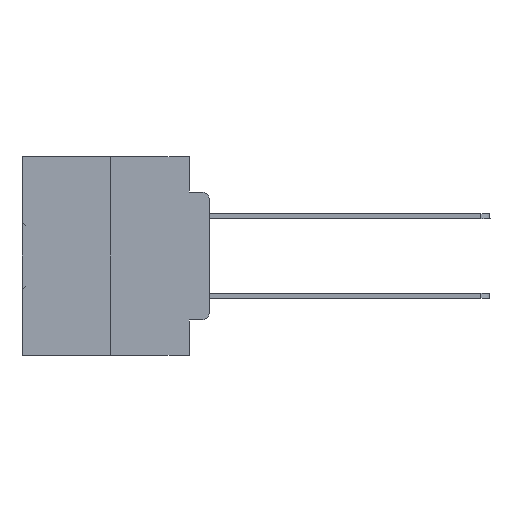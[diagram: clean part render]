
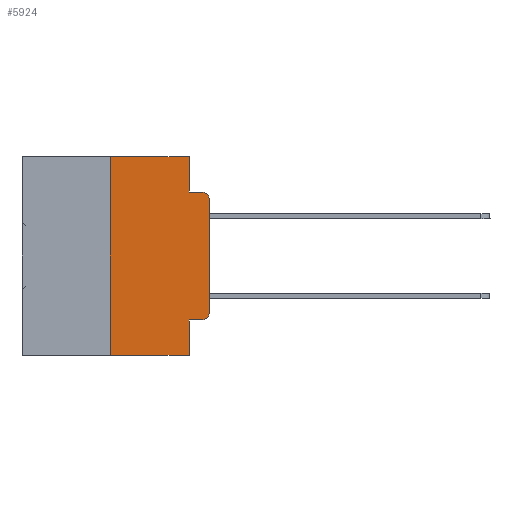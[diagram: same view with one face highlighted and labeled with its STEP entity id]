
A CAD part, left-side view. The second image highlights one B-rep face of the part: STEP entity #5924.
In plain terms, the highlighted planar face has unit normal (-1, 0, 0).
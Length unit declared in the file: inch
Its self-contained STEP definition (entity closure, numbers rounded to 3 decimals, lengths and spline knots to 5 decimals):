
#597 = LINE ( 'NONE', #8083, #31885 ) ;
#707 = LINE ( 'NONE', #28692, #2975 ) ;
#1024 = CARTESIAN_POINT ( 'NONE',  ( 0., 0.051, -0.0885 ) ) ;
#1641 = LINE ( 'NONE', #31111, #35594 ) ;
#2166 = EDGE_CURVE ( 'NONE', #16001, #7740, #7783, .T. ) ;
#2226 = AXIS2_PLACEMENT_3D ( 'NONE', #32728, #35211, #27216 ) ;
#2662 = EDGE_CURVE ( 'NONE', #10816, #19392, #5060, .T. ) ;
#2911 = CARTESIAN_POINT ( 'NONE',  ( 0., 0., -0.1085 ) ) ;
#2975 = VECTOR ( 'NONE', #6209, 39.37008 ) ;
#2984 = FACE_OUTER_BOUND ( 'NONE', #27243, .T. ) ;
#3284 = EDGE_CURVE ( 'NONE', #4486, #17515, #25087, .T. ) ;
#3681 = DIRECTION ( 'NONE',  ( 0., 0., -1. ) ) ;
#3714 = CARTESIAN_POINT ( 'NONE',  ( 0., 0., 0. ) ) ;
#4486 = VERTEX_POINT ( 'NONE', #1024 ) ;
#4697 = CARTESIAN_POINT ( 'NONE',  ( 0., 0.473, 0. ) ) ;
#4826 = VERTEX_POINT ( 'NONE', #18620 ) ;
#5060 = LINE ( 'NONE', #23290, #10433 ) ;
#5754 = ORIENTED_EDGE ( 'NONE', *, *, #28310, .T. ) ;
#5924 = ADVANCED_FACE ( 'NONE', ( #2984 ), #19381, .F. ) ;
#6209 = DIRECTION ( 'NONE',  ( 0., 0., 1. ) ) ;
#6357 = CARTESIAN_POINT ( 'NONE',  ( 0., 0.02, -0.3915 ) ) ;
#6660 = CIRCLE ( 'NONE', #2226, 0.02 ) ;
#6732 = VECTOR ( 'NONE', #20414, 39.37008 ) ;
#6934 = DIRECTION ( 'NONE',  ( 0., -1., 0. ) ) ;
#7740 = VERTEX_POINT ( 'NONE', #8036 ) ;
#7783 = LINE ( 'NONE', #4697, #36330 ) ;
#8036 = CARTESIAN_POINT ( 'NONE',  ( 0., 0.051, 0. ) ) ;
#8083 = CARTESIAN_POINT ( 'NONE',  ( 0., 0.051, -0.4115 ) ) ;
#9962 = CARTESIAN_POINT ( 'NONE',  ( 0., 0.02, -0.0885 ) ) ;
#10433 = VECTOR ( 'NONE', #32161, 39.37008 ) ;
#10816 = VERTEX_POINT ( 'NONE', #27370 ) ;
#12125 = ORIENTED_EDGE ( 'NONE', *, *, #23040, .T. ) ;
#12951 = ORIENTED_EDGE ( 'NONE', *, *, #31074, .T. ) ;
#13455 = CIRCLE ( 'NONE', #14430, 0.02 ) ;
#14013 = DIRECTION ( 'NONE',  ( 0., -1., 0. ) ) ;
#14430 = AXIS2_PLACEMENT_3D ( 'NONE', #6357, #28934, #17685 ) ;
#14518 = EDGE_CURVE ( 'NONE', #7740, #4486, #33003, .T. ) ;
#15194 = LINE ( 'NONE', #3714, #6732 ) ;
#15367 = VERTEX_POINT ( 'NONE', #18972 ) ;
#16001 = VERTEX_POINT ( 'NONE', #21114 ) ;
#16957 = VERTEX_POINT ( 'NONE', #32530 ) ;
#17301 = ORIENTED_EDGE ( 'NONE', *, *, #26194, .T. ) ;
#17515 = VERTEX_POINT ( 'NONE', #9962 ) ;
#17685 = DIRECTION ( 'NONE',  ( 0., 0., -1. ) ) ;
#18260 = CARTESIAN_POINT ( 'NONE',  ( 0., 0.051, -0.0885 ) ) ;
#18331 = ORIENTED_EDGE ( 'NONE', *, *, #14518, .F. ) ;
#18553 = CARTESIAN_POINT ( 'NONE',  ( 0., 0.051, 0. ) ) ;
#18620 = CARTESIAN_POINT ( 'NONE',  ( 0., 0.02, -0.4115 ) ) ;
#18972 = CARTESIAN_POINT ( 'NONE',  ( 0., 0.25, -0.5 ) ) ;
#19116 = DIRECTION ( 'NONE',  ( 0., 0., -1. ) ) ;
#19245 = ORIENTED_EDGE ( 'NONE', *, *, #27595, .T. ) ;
#19381 = PLANE ( 'NONE',  #29895 ) ;
#19392 = VERTEX_POINT ( 'NONE', #21645 ) ;
#19621 = CARTESIAN_POINT ( 'NONE',  ( 0., 0.473, 0. ) ) ;
#20414 = DIRECTION ( 'NONE',  ( 0., 0., 1. ) ) ;
#21114 = CARTESIAN_POINT ( 'NONE',  ( 0., 0.25, 0. ) ) ;
#21645 = CARTESIAN_POINT ( 'NONE',  ( 0., 0.051, -0.5 ) ) ;
#22354 = DIRECTION ( 'NONE',  ( 1., 0., 0. ) ) ;
#22703 = ORIENTED_EDGE ( 'NONE', *, *, #2166, .F. ) ;
#23040 = EDGE_CURVE ( 'NONE', #10816, #4826, #597, .T. ) ;
#23290 = CARTESIAN_POINT ( 'NONE',  ( 0., 0.051, 0. ) ) ;
#25087 = LINE ( 'NONE', #18260, #27288 ) ;
#25402 = VECTOR ( 'NONE', #3681, 39.37008 ) ;
#26194 = EDGE_CURVE ( 'NONE', #4826, #16957, #13455, .T. ) ;
#27216 = DIRECTION ( 'NONE',  ( 0., 0., -1. ) ) ;
#27243 = EDGE_LOOP ( 'NONE', ( #12951, #19245, #34493, #18331, #22703, #28218, #5754, #28320, #12125, #17301 ) ) ;
#27288 = VECTOR ( 'NONE', #6934, 39.37008 ) ;
#27370 = CARTESIAN_POINT ( 'NONE',  ( 0., 0.051, -0.4115 ) ) ;
#27595 = EDGE_CURVE ( 'NONE', #35854, #17515, #6660, .T. ) ;
#28218 = ORIENTED_EDGE ( 'NONE', *, *, #33839, .F. ) ;
#28284 = DIRECTION ( 'NONE',  ( 0., -1., 0. ) ) ;
#28310 = EDGE_CURVE ( 'NONE', #15367, #19392, #1641, .T. ) ;
#28320 = ORIENTED_EDGE ( 'NONE', *, *, #2662, .F. ) ;
#28692 = CARTESIAN_POINT ( 'NONE',  ( 0., 0.25, 0. ) ) ;
#28934 = DIRECTION ( 'NONE',  ( -1., 0., 0. ) ) ;
#29895 = AXIS2_PLACEMENT_3D ( 'NONE', #19621, #22354, #19116 ) ;
#31074 = EDGE_CURVE ( 'NONE', #16957, #35854, #15194, .T. ) ;
#31111 = CARTESIAN_POINT ( 'NONE',  ( 0., 0.473, -0.5 ) ) ;
#31885 = VECTOR ( 'NONE', #28284, 39.37008 ) ;
#32161 = DIRECTION ( 'NONE',  ( 0., 0., -1. ) ) ;
#32530 = CARTESIAN_POINT ( 'NONE',  ( 0., 0., -0.3915 ) ) ;
#32728 = CARTESIAN_POINT ( 'NONE',  ( 0., 0.02, -0.1085 ) ) ;
#33003 = LINE ( 'NONE', #18553, #25402 ) ;
#33629 = DIRECTION ( 'NONE',  ( 0., -1., 0. ) ) ;
#33839 = EDGE_CURVE ( 'NONE', #15367, #16001, #707, .T. ) ;
#34493 = ORIENTED_EDGE ( 'NONE', *, *, #3284, .F. ) ;
#35211 = DIRECTION ( 'NONE',  ( -1., 0., 0. ) ) ;
#35594 = VECTOR ( 'NONE', #14013, 39.37008 ) ;
#35854 = VERTEX_POINT ( 'NONE', #2911 ) ;
#36330 = VECTOR ( 'NONE', #33629, 39.37008 ) ;
